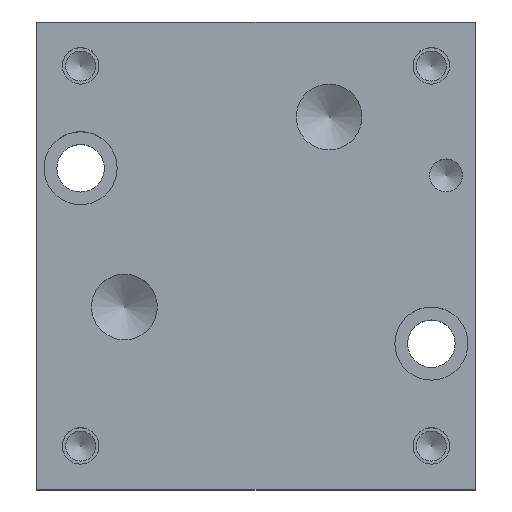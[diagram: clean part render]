
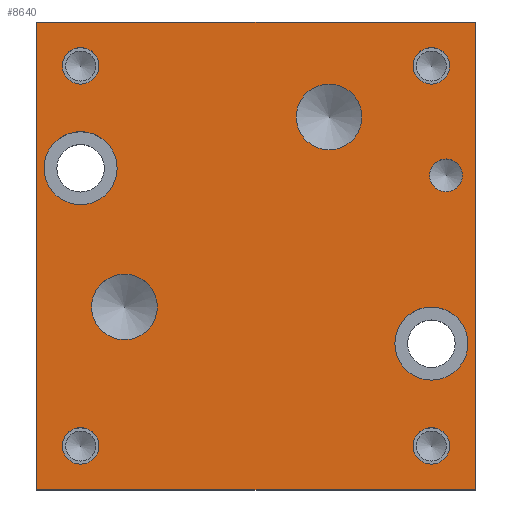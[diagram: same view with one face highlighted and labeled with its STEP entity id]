
A CAD part, top view. The second image highlights one B-rep face of the part: STEP entity #8640.
In plain terms, the highlighted planar face has unit normal (0, 0, 1).
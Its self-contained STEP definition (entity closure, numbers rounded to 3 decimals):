
#46=CIRCLE('',#8916,7.938);
#47=CIRCLE('',#8917,7.938);
#51=CIRCLE('',#8923,7.938);
#52=CIRCLE('',#8924,7.938);
#70=CIRCLE('',#8955,7.137);
#71=CIRCLE('',#8956,7.137);
#74=CIRCLE('',#8961,7.137);
#75=CIRCLE('',#8962,7.137);
#78=CIRCLE('',#8967,3.569);
#79=CIRCLE('',#8968,3.569);
#85=CIRCLE('',#8977,3.962);
#86=CIRCLE('',#8978,3.962);
#92=CIRCLE('',#8988,3.962);
#93=CIRCLE('',#8989,3.962);
#99=CIRCLE('',#8999,3.962);
#100=CIRCLE('',#9000,3.962);
#106=CIRCLE('',#9010,3.962);
#107=CIRCLE('',#9011,3.962);
#152=FACE_BOUND('',#1347,.T.);
#153=FACE_BOUND('',#1348,.T.);
#154=FACE_BOUND('',#1349,.T.);
#155=FACE_BOUND('',#1350,.T.);
#156=FACE_BOUND('',#1351,.T.);
#157=FACE_BOUND('',#1352,.T.);
#158=FACE_BOUND('',#1353,.T.);
#159=FACE_BOUND('',#1354,.T.);
#160=FACE_BOUND('',#1355,.T.);
#430=PLANE('',#9017);
#866=FACE_OUTER_BOUND('',#1346,.T.);
#1346=EDGE_LOOP('',(#7654,#7655,#7656,#7657));
#1347=EDGE_LOOP('',(#7658,#7659));
#1348=EDGE_LOOP('',(#7660,#7661));
#1349=EDGE_LOOP('',(#7662,#7663));
#1350=EDGE_LOOP('',(#7664,#7665));
#1351=EDGE_LOOP('',(#7666,#7667));
#1352=EDGE_LOOP('',(#7668,#7669));
#1353=EDGE_LOOP('',(#7670,#7671));
#1354=EDGE_LOOP('',(#7672,#7673));
#1355=EDGE_LOOP('',(#7674,#7675));
#1656=LINE('',#13050,#2498);
#2167=LINE('',#14603,#3009);
#2197=LINE('',#14814,#3039);
#2200=LINE('',#14818,#3042);
#2498=VECTOR('',#9464,10.);
#3009=VECTOR('',#10339,10.);
#3039=VECTOR('',#10577,10.);
#3042=VECTOR('',#10582,10.);
#3665=VERTEX_POINT('',#13047);
#3666=VERTEX_POINT('',#13049);
#4046=VERTEX_POINT('',#14601);
#4051=VERTEX_POINT('',#14613);
#4052=VERTEX_POINT('',#14614);
#4056=VERTEX_POINT('',#14626);
#4057=VERTEX_POINT('',#14627);
#4078=VERTEX_POINT('',#14690);
#4079=VERTEX_POINT('',#14691);
#4083=VERTEX_POINT('',#14703);
#4084=VERTEX_POINT('',#14704);
#4088=VERTEX_POINT('',#14716);
#4089=VERTEX_POINT('',#14717);
#4096=VERTEX_POINT('',#14736);
#4097=VERTEX_POINT('',#14737);
#4104=VERTEX_POINT('',#14758);
#4105=VERTEX_POINT('',#14759);
#4112=VERTEX_POINT('',#14780);
#4113=VERTEX_POINT('',#14781);
#4120=VERTEX_POINT('',#14802);
#4121=VERTEX_POINT('',#14803);
#4123=VERTEX_POINT('',#14813);
#4639=EDGE_CURVE('',#3666,#3665,#1656,.T.);
#5210=EDGE_CURVE('',#3665,#4046,#2167,.T.);
#5215=EDGE_CURVE('',#4051,#4052,#46,.T.);
#5216=EDGE_CURVE('',#4052,#4051,#47,.T.);
#5221=EDGE_CURVE('',#4056,#4057,#51,.T.);
#5222=EDGE_CURVE('',#4057,#4056,#52,.T.);
#5250=EDGE_CURVE('',#4078,#4079,#70,.T.);
#5251=EDGE_CURVE('',#4079,#4078,#71,.T.);
#5256=EDGE_CURVE('',#4083,#4084,#74,.T.);
#5257=EDGE_CURVE('',#4084,#4083,#75,.T.);
#5262=EDGE_CURVE('',#4088,#4089,#78,.T.);
#5263=EDGE_CURVE('',#4089,#4088,#79,.T.);
#5271=EDGE_CURVE('',#4096,#4097,#85,.T.);
#5272=EDGE_CURVE('',#4097,#4096,#86,.T.);
#5281=EDGE_CURVE('',#4104,#4105,#92,.T.);
#5282=EDGE_CURVE('',#4105,#4104,#93,.T.);
#5291=EDGE_CURVE('',#4112,#4113,#99,.T.);
#5292=EDGE_CURVE('',#4113,#4112,#100,.T.);
#5301=EDGE_CURVE('',#4120,#4121,#106,.T.);
#5302=EDGE_CURVE('',#4121,#4120,#107,.T.);
#5306=EDGE_CURVE('',#4123,#3666,#2197,.T.);
#5309=EDGE_CURVE('',#4046,#4123,#2200,.T.);
#7654=ORIENTED_EDGE('',*,*,#5210,.T.);
#7655=ORIENTED_EDGE('',*,*,#5309,.T.);
#7656=ORIENTED_EDGE('',*,*,#5306,.T.);
#7657=ORIENTED_EDGE('',*,*,#4639,.T.);
#7658=ORIENTED_EDGE('',*,*,#5215,.T.);
#7659=ORIENTED_EDGE('',*,*,#5216,.T.);
#7660=ORIENTED_EDGE('',*,*,#5221,.T.);
#7661=ORIENTED_EDGE('',*,*,#5222,.T.);
#7662=ORIENTED_EDGE('',*,*,#5250,.T.);
#7663=ORIENTED_EDGE('',*,*,#5251,.T.);
#7664=ORIENTED_EDGE('',*,*,#5256,.T.);
#7665=ORIENTED_EDGE('',*,*,#5257,.T.);
#7666=ORIENTED_EDGE('',*,*,#5262,.T.);
#7667=ORIENTED_EDGE('',*,*,#5263,.T.);
#7668=ORIENTED_EDGE('',*,*,#5271,.T.);
#7669=ORIENTED_EDGE('',*,*,#5272,.T.);
#7670=ORIENTED_EDGE('',*,*,#5281,.T.);
#7671=ORIENTED_EDGE('',*,*,#5282,.T.);
#7672=ORIENTED_EDGE('',*,*,#5291,.T.);
#7673=ORIENTED_EDGE('',*,*,#5292,.T.);
#7674=ORIENTED_EDGE('',*,*,#5301,.T.);
#7675=ORIENTED_EDGE('',*,*,#5302,.T.);
#8640=ADVANCED_FACE('',(#866,#152,#153,#154,#155,#156,#157,#158,#159,#160),
#430,.T.);
#8916=AXIS2_PLACEMENT_3D('',#14615,#10350,#10351);
#8917=AXIS2_PLACEMENT_3D('',#14616,#10352,#10353);
#8923=AXIS2_PLACEMENT_3D('',#14628,#10365,#10366);
#8924=AXIS2_PLACEMENT_3D('',#14629,#10367,#10368);
#8955=AXIS2_PLACEMENT_3D('',#14692,#10439,#10440);
#8956=AXIS2_PLACEMENT_3D('',#14693,#10441,#10442);
#8961=AXIS2_PLACEMENT_3D('',#14705,#10453,#10454);
#8962=AXIS2_PLACEMENT_3D('',#14706,#10455,#10456);
#8967=AXIS2_PLACEMENT_3D('',#14718,#10467,#10468);
#8968=AXIS2_PLACEMENT_3D('',#14719,#10469,#10470);
#8977=AXIS2_PLACEMENT_3D('',#14738,#10489,#10490);
#8978=AXIS2_PLACEMENT_3D('',#14739,#10491,#10492);
#8988=AXIS2_PLACEMENT_3D('',#14760,#10514,#10515);
#8989=AXIS2_PLACEMENT_3D('',#14761,#10516,#10517);
#8999=AXIS2_PLACEMENT_3D('',#14782,#10539,#10540);
#9000=AXIS2_PLACEMENT_3D('',#14783,#10541,#10542);
#9010=AXIS2_PLACEMENT_3D('',#14804,#10564,#10565);
#9011=AXIS2_PLACEMENT_3D('',#14805,#10566,#10567);
#9017=AXIS2_PLACEMENT_3D('',#14820,#10585,#10586);
#9464=DIRECTION('',(0.,-1.,0.));
#10339=DIRECTION('',(1.,0.,0.));
#10350=DIRECTION('center_axis',(0.,0.,-1.));
#10351=DIRECTION('ref_axis',(1.,0.,0.));
#10352=DIRECTION('center_axis',(0.,0.,-1.));
#10353=DIRECTION('ref_axis',(1.,0.,0.));
#10365=DIRECTION('center_axis',(0.,0.,-1.));
#10366=DIRECTION('ref_axis',(1.,0.,0.));
#10367=DIRECTION('center_axis',(0.,0.,-1.));
#10368=DIRECTION('ref_axis',(1.,0.,0.));
#10439=DIRECTION('center_axis',(0.,0.,-1.));
#10440=DIRECTION('ref_axis',(1.,0.,0.));
#10441=DIRECTION('center_axis',(0.,0.,-1.));
#10442=DIRECTION('ref_axis',(1.,0.,0.));
#10453=DIRECTION('center_axis',(0.,0.,-1.));
#10454=DIRECTION('ref_axis',(1.,0.,0.));
#10455=DIRECTION('center_axis',(0.,0.,-1.));
#10456=DIRECTION('ref_axis',(1.,0.,0.));
#10467=DIRECTION('center_axis',(0.,0.,-1.));
#10468=DIRECTION('ref_axis',(1.,0.,0.));
#10469=DIRECTION('center_axis',(0.,0.,-1.));
#10470=DIRECTION('ref_axis',(1.,0.,0.));
#10489=DIRECTION('center_axis',(0.,0.,-1.));
#10490=DIRECTION('ref_axis',(1.,0.,0.));
#10491=DIRECTION('center_axis',(0.,0.,-1.));
#10492=DIRECTION('ref_axis',(1.,0.,0.));
#10514=DIRECTION('center_axis',(0.,0.,-1.));
#10515=DIRECTION('ref_axis',(1.,0.,0.));
#10516=DIRECTION('center_axis',(0.,0.,-1.));
#10517=DIRECTION('ref_axis',(1.,0.,0.));
#10539=DIRECTION('center_axis',(0.,0.,-1.));
#10540=DIRECTION('ref_axis',(1.,0.,0.));
#10541=DIRECTION('center_axis',(0.,0.,-1.));
#10542=DIRECTION('ref_axis',(1.,0.,0.));
#10564=DIRECTION('center_axis',(0.,0.,-1.));
#10565=DIRECTION('ref_axis',(1.,0.,0.));
#10566=DIRECTION('center_axis',(0.,0.,-1.));
#10567=DIRECTION('ref_axis',(1.,0.,0.));
#10577=DIRECTION('',(-1.,0.,0.));
#10582=DIRECTION('',(0.,1.,0.));
#10585=DIRECTION('center_axis',(0.,0.,1.));
#10586=DIRECTION('ref_axis',(1.,0.,0.));
#13047=CARTESIAN_POINT('',(0.,0.,31.75));
#13049=CARTESIAN_POINT('',(0.,101.6,31.75));
#13050=CARTESIAN_POINT('',(0.,101.6,31.75));
#14601=CARTESIAN_POINT('',(95.25,0.,31.75));
#14603=CARTESIAN_POINT('',(0.,0.,31.75));
#14613=CARTESIAN_POINT('',(93.663,31.75,31.75));
#14614=CARTESIAN_POINT('',(77.788,31.75,31.75));
#14615=CARTESIAN_POINT('Origin',(85.725,31.75,31.75));
#14616=CARTESIAN_POINT('Origin',(85.725,31.75,31.75));
#14626=CARTESIAN_POINT('',(17.463,69.85,31.75));
#14627=CARTESIAN_POINT('',(1.588,69.85,31.75));
#14628=CARTESIAN_POINT('Origin',(9.525,69.85,31.75));
#14629=CARTESIAN_POINT('Origin',(9.525,69.85,31.75));
#14690=CARTESIAN_POINT('',(70.637,80.975,31.75));
#14691=CARTESIAN_POINT('',(56.363,80.975,31.75));
#14692=CARTESIAN_POINT('Origin',(63.5,80.975,31.75));
#14693=CARTESIAN_POINT('Origin',(63.5,80.975,31.75));
#14703=CARTESIAN_POINT('',(26.187,39.7,31.75));
#14704=CARTESIAN_POINT('',(11.913,39.7,31.75));
#14705=CARTESIAN_POINT('Origin',(19.05,39.7,31.75));
#14706=CARTESIAN_POINT('Origin',(19.05,39.7,31.75));
#14716=CARTESIAN_POINT('',(92.469,68.275,31.75));
#14717=CARTESIAN_POINT('',(85.331,68.275,31.75));
#14718=CARTESIAN_POINT('Origin',(88.9,68.275,31.75));
#14719=CARTESIAN_POINT('Origin',(88.9,68.275,31.75));
#14736=CARTESIAN_POINT('',(89.687,9.525,31.75));
#14737=CARTESIAN_POINT('',(81.763,9.525,31.75));
#14738=CARTESIAN_POINT('Origin',(85.725,9.525,31.75));
#14739=CARTESIAN_POINT('Origin',(85.725,9.525,31.75));
#14758=CARTESIAN_POINT('',(13.487,92.075,31.75));
#14759=CARTESIAN_POINT('',(5.563,92.075,31.75));
#14760=CARTESIAN_POINT('Origin',(9.525,92.075,31.75));
#14761=CARTESIAN_POINT('Origin',(9.525,92.075,31.75));
#14780=CARTESIAN_POINT('',(89.687,92.075,31.75));
#14781=CARTESIAN_POINT('',(81.763,92.075,31.75));
#14782=CARTESIAN_POINT('Origin',(85.725,92.075,31.75));
#14783=CARTESIAN_POINT('Origin',(85.725,92.075,31.75));
#14802=CARTESIAN_POINT('',(13.487,9.525,31.75));
#14803=CARTESIAN_POINT('',(5.563,9.525,31.75));
#14804=CARTESIAN_POINT('Origin',(9.525,9.525,31.75));
#14805=CARTESIAN_POINT('Origin',(9.525,9.525,31.75));
#14813=CARTESIAN_POINT('',(95.25,101.6,31.75));
#14814=CARTESIAN_POINT('',(95.25,101.6,31.75));
#14818=CARTESIAN_POINT('',(95.25,0.,31.75));
#14820=CARTESIAN_POINT('Origin',(47.625,50.8,31.75));
